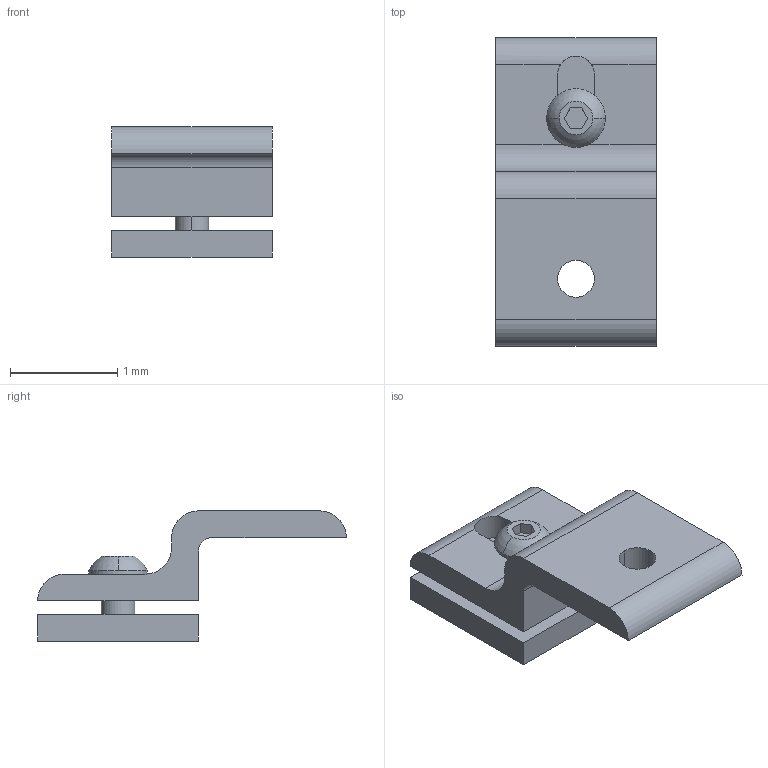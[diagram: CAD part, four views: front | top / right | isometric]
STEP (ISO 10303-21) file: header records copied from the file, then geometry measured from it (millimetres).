
FILE_DESCRIPTION((''),'2;1');
FILE_NAME('15AC7106.stp','2015-07-16T10:10:18',(''),(''),'Mechanical Desktop 2011','Mechanical Desktop 2011',', , ');
FILE_SCHEMA(('CONFIG_CONTROL_DESIGN'));
Length unit declared in the file: millimetre
Products named in the file (1): Product
Bounding box: 1.5 x 2.88 x 1.22 mm (x, y, z)
Volume: 1.8 mm3; surface area: 19.4 mm2
Topology: 3 solids, 3 shells, 47 faces, 117 edges, 77 vertices
Faces by surface type: plane 27, cylinder 16, cone 2, sphere 2
Entity records: 1530 total; most frequent: CARTESIAN_POINT 264, DIRECTION 253, ORIENTED_EDGE 234, EDGE_CURVE 117, AXIS2_PLACEMENT_3D 90, VERTEX_POINT 77, VECTOR 73, LINE 73
